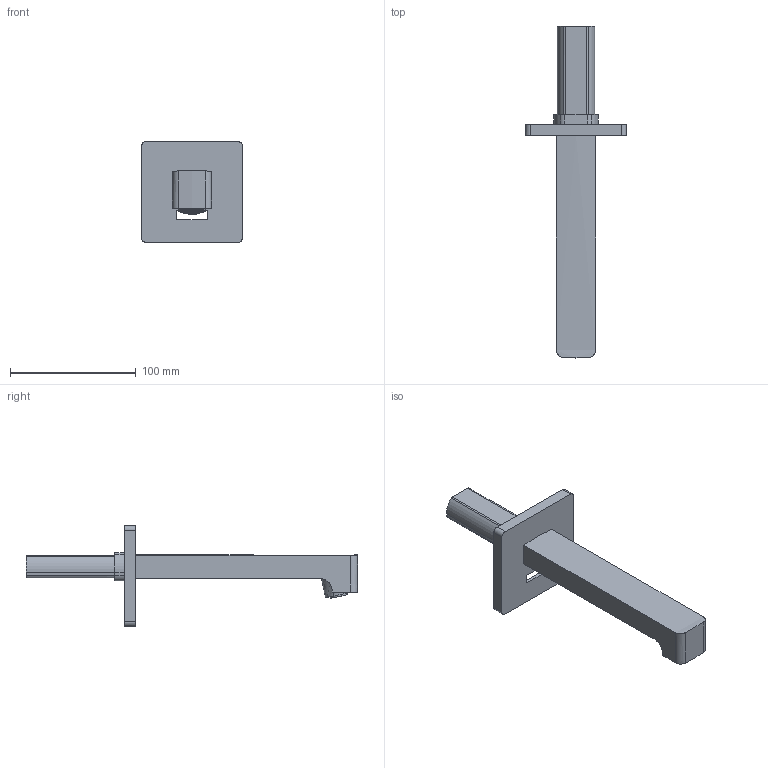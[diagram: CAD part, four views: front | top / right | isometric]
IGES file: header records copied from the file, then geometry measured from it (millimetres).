
Global section: file name: 116297; native system: Autodesk Inventor 2021; preprocessor: unknown; author: JANAN; date: 20220927.130731; units: millimetre
Bounding box: 80 x 263.5 x 80 mm (x, y, z)
Volume: 113541.5 mm3; surface area: 68578 mm2
Topology: 7 solids, 7 shells, 699 faces, 1911 edges, 1231 vertices
Faces by surface type: bspline 699
